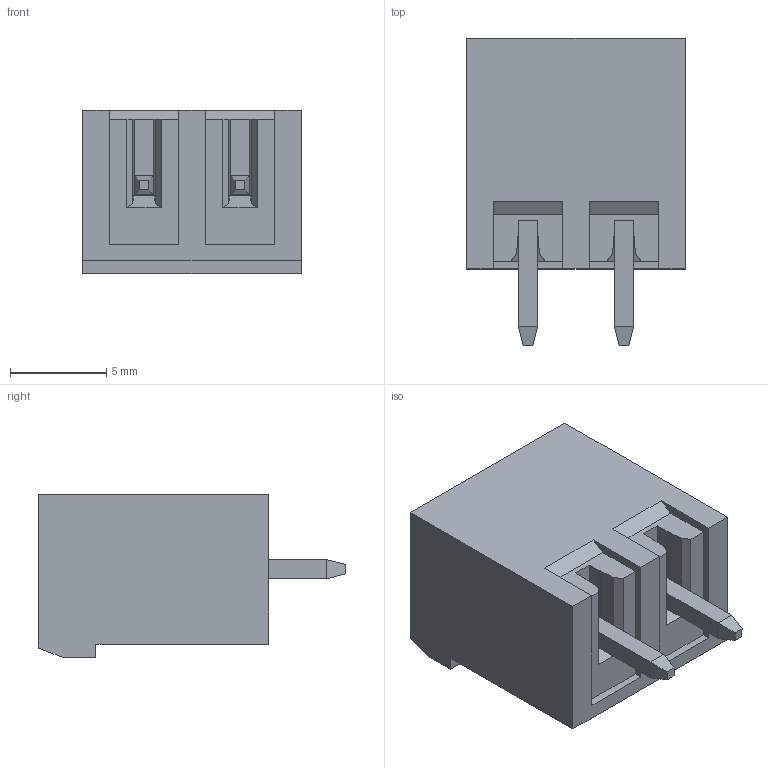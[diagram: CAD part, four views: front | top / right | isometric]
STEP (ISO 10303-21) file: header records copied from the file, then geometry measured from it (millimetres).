
FILE_DESCRIPTION(('FreeCAD Model'),'2;1');
FILE_NAME('Open CASCADE Shape Model','2024-09-16T22:11:30',('Author'),( ''),'Open CASCADE STEP processor 7.6','FreeCAD','Unknown');
FILE_SCHEMA(('AUTOMOTIVE_DESIGN { 1 0 10303 214 1 1 1 1 }'));
Length unit declared in the file: millimetre
Products named in the file (1): CUI_DEVICES_TBP04R2-500-02BE
Bounding box: 11.4 x 16 x 8.5 mm (x, y, z)
Volume: 511.7 mm3; surface area: 1173.3 mm2
Topology: 1 solids, 1 shells, 163 faces, 434 edges, 275 vertices
Faces by surface type: plane 145, cone 12, cylinder 6
Entity records: 6130 total; most frequent: CARTESIAN_POINT 941, ORIENTED_EDGE 868, DIRECTION 782, EDGE_CURVE 434, LINE 382, VECTOR 382, VERTEX_POINT 275, AXIS2_PLACEMENT_3D 200
